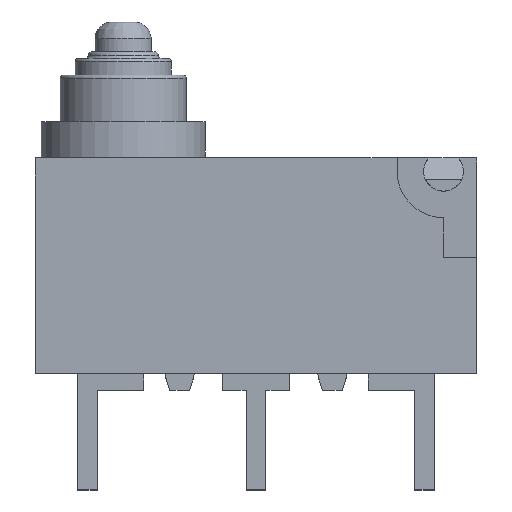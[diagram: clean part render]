
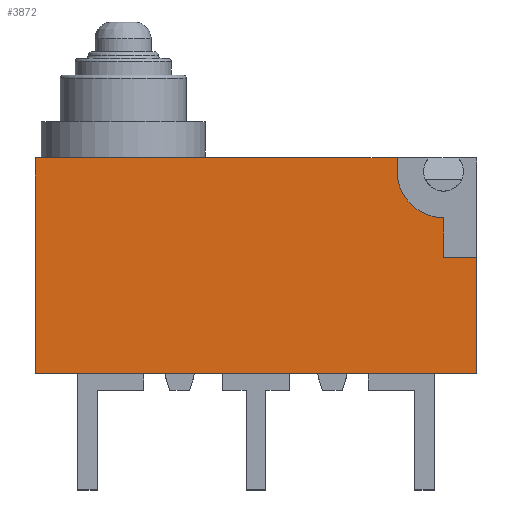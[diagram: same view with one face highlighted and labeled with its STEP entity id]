
A CAD part, top view. The second image highlights one B-rep face of the part: STEP entity #3872.
In plain terms, the highlighted planar face has unit normal (0, 0, 1).
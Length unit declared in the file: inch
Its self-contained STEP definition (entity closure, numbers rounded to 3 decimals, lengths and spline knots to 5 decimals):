
#2815=CARTESIAN_POINT('',(0.26181,0.01969,0.10433));
#2816=VERTEX_POINT('',#2815);
#2817=CARTESIAN_POINT('',(-0.26181,0.01969,0.10433));
#2818=VERTEX_POINT('',#2817);
#2819=CARTESIAN_POINT('',(0.26181,0.01969,0.10433));
#2820=DIRECTION('',(-1.0,0.0,0.0));
#2821=VECTOR('',#2820,0.52362);
#2822=LINE('',#2819,#2821);
#2823=EDGE_CURVE('',#2816,#2818,#2822,.T.);
#2992=CARTESIAN_POINT('',(-0.26181,0.27559,0.10433));
#2993=VERTEX_POINT('',#2992);
#3000=CARTESIAN_POINT('',(0.16732,0.27559,0.10433));
#3001=VERTEX_POINT('',#3000);
#3002=CARTESIAN_POINT('',(-0.26181,0.27559,0.10433));
#3003=DIRECTION('',(1.0,0.0,0.0));
#3004=VECTOR('',#3003,0.42913);
#3005=LINE('',#3002,#3004);
#3006=EDGE_CURVE('',#2993,#3001,#3005,.T.);
#3340=CARTESIAN_POINT('',(0.26181,0.15748,0.10433));
#3341=VERTEX_POINT('',#3340);
#3348=CARTESIAN_POINT('',(0.26181,0.15748,0.10433));
#3349=DIRECTION('',(0.0,-1.0,0.0));
#3350=VECTOR('',#3349,0.1378);
#3351=LINE('',#3348,#3350);
#3352=EDGE_CURVE('',#3341,#2816,#3351,.T.);
#3397=CARTESIAN_POINT('',(0.16732,0.25984,0.10433));
#3398=VERTEX_POINT('',#3397);
#3399=CARTESIAN_POINT('',(0.16732,0.25984,0.10433));
#3400=DIRECTION('',(0.0,1.0,0.0));
#3401=VECTOR('',#3400,0.01575);
#3402=LINE('',#3399,#3401);
#3403=EDGE_CURVE('',#3398,#3001,#3402,.T.);
#3429=CARTESIAN_POINT('',(0.22244,0.20472,0.10433));
#3430=VERTEX_POINT('',#3429);
#3431=CARTESIAN_POINT('',(0.22244,0.25984,0.10433));
#3432=DIRECTION('',(0.0,0.0,-1.0));
#3433=DIRECTION('',(-1.0,0.0,0.0));
#3434=AXIS2_PLACEMENT_3D('',#3431,#3432,#3433);
#3435=CIRCLE('',#3434,0.05512);
#3436=EDGE_CURVE('',#3430,#3398,#3435,.T.);
#3461=CARTESIAN_POINT('',(0.22244,0.15748,0.10433));
#3462=VERTEX_POINT('',#3461);
#3463=CARTESIAN_POINT('',(0.22244,0.15748,0.10433));
#3464=DIRECTION('',(0.0,1.0,0.0));
#3465=VECTOR('',#3464,0.04724);
#3466=LINE('',#3463,#3465);
#3467=EDGE_CURVE('',#3462,#3430,#3466,.T.);
#3490=CARTESIAN_POINT('',(0.26181,0.15748,0.10433));
#3491=DIRECTION('',(-1.0,0.0,0.0));
#3492=VECTOR('',#3491,0.03937);
#3493=LINE('',#3490,#3492);
#3494=EDGE_CURVE('',#3341,#3462,#3493,.T.);
#3845=CARTESIAN_POINT('',(-0.26181,0.01969,0.10433));
#3846=DIRECTION('',(0.0,1.0,0.0));
#3847=VECTOR('',#3846,0.25591);
#3848=LINE('',#3845,#3847);
#3849=EDGE_CURVE('',#2818,#2993,#3848,.T.);
#3857=CARTESIAN_POINT('',(-0.28799,0.00689,0.10433));
#3858=DIRECTION('',(0.0,0.0,1.0));
#3859=DIRECTION('',(1.0,0.0,0.0));
#3860=AXIS2_PLACEMENT_3D('',#3857,#3858,#3859);
#3861=PLANE('',#3860);
#3862=ORIENTED_EDGE('',*,*,#3403,.T.);
#3863=ORIENTED_EDGE('',*,*,#3006,.F.);
#3864=ORIENTED_EDGE('',*,*,#3849,.F.);
#3865=ORIENTED_EDGE('',*,*,#2823,.F.);
#3866=ORIENTED_EDGE('',*,*,#3352,.F.);
#3867=ORIENTED_EDGE('',*,*,#3494,.T.);
#3868=ORIENTED_EDGE('',*,*,#3467,.T.);
#3869=ORIENTED_EDGE('',*,*,#3436,.T.);
#3870=EDGE_LOOP('',(#3862,#3863,#3864,#3865,#3866,#3867,#3868,#3869));
#3871=FACE_OUTER_BOUND('',#3870,.T.);
#3872=ADVANCED_FACE('',(#3871),#3861,.T.);
